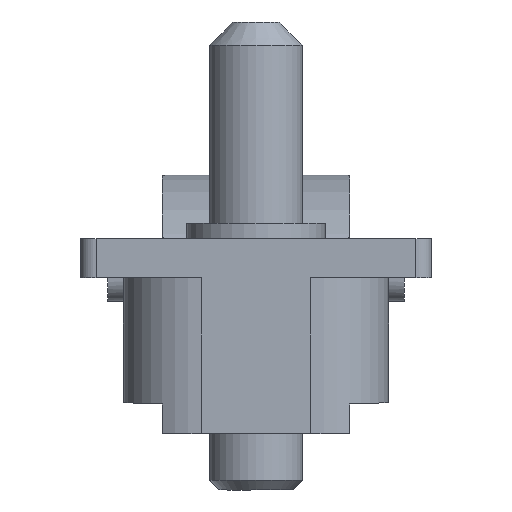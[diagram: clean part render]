
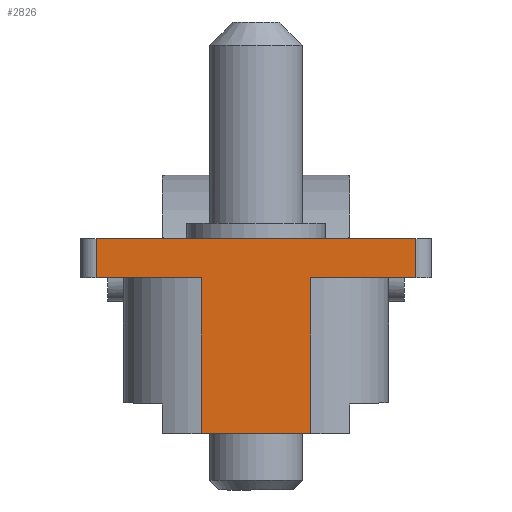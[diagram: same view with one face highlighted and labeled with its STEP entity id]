
A CAD part, front view. The second image highlights one B-rep face of the part: STEP entity #2826.
In plain terms, the highlighted planar face has unit normal (0, -1, 0).
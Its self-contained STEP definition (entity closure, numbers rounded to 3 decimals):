
#156=PLANE('',#3164);
#287=FACE_OUTER_BOUND('',#441,.T.);
#441=EDGE_LOOP('',(#2399,#2400,#2401,#2402,#2403,#2404,#2405,#2406));
#579=LINE('',#4311,#860);
#592=LINE('',#4534,#873);
#601=LINE('',#4550,#882);
#624=LINE('',#4605,#905);
#658=LINE('',#4711,#939);
#678=LINE('',#4760,#959);
#687=LINE('',#4960,#968);
#698=LINE('',#4987,#979);
#860=VECTOR('',#3465,10.);
#873=VECTOR('',#3510,10.);
#882=VECTOR('',#3529,10.);
#905=VECTOR('',#3578,10.);
#939=VECTOR('',#3666,10.);
#959=VECTOR('',#3718,10.);
#968=VECTOR('',#3753,10.);
#979=VECTOR('',#3794,10.);
#1243=VERTEX_POINT('',#4307);
#1245=VERTEX_POINT('',#4310);
#1262=VERTEX_POINT('',#4529);
#1263=VERTEX_POINT('',#4532);
#1284=VERTEX_POINT('',#4604);
#1319=VERTEX_POINT('',#4710);
#1332=VERTEX_POINT('',#4758);
#1344=VERTEX_POINT('',#4959);
#1541=EDGE_CURVE('',#1245,#1243,#579,.T.);
#1568=EDGE_CURVE('',#1262,#1263,#592,.T.);
#1577=EDGE_CURVE('',#1263,#1245,#601,.T.);
#1604=EDGE_CURVE('',#1284,#1243,#624,.T.);
#1654=EDGE_CURVE('',#1262,#1319,#658,.T.);
#1680=EDGE_CURVE('',#1332,#1284,#678,.T.);
#1699=EDGE_CURVE('',#1319,#1344,#687,.T.);
#1712=EDGE_CURVE('',#1344,#1332,#698,.T.);
#2399=ORIENTED_EDGE('',*,*,#1680,.F.);
#2400=ORIENTED_EDGE('',*,*,#1712,.F.);
#2401=ORIENTED_EDGE('',*,*,#1699,.F.);
#2402=ORIENTED_EDGE('',*,*,#1654,.F.);
#2403=ORIENTED_EDGE('',*,*,#1568,.T.);
#2404=ORIENTED_EDGE('',*,*,#1577,.T.);
#2405=ORIENTED_EDGE('',*,*,#1541,.T.);
#2406=ORIENTED_EDGE('',*,*,#1604,.F.);
#2826=ADVANCED_FACE('',(#287),#156,.F.);
#3164=AXIS2_PLACEMENT_3D('',#4988,#3795,#3796);
#3465=DIRECTION('',(0.,0.,1.));
#3510=DIRECTION('',(0.,0.,1.));
#3529=DIRECTION('',(1.,0.,0.));
#3578=DIRECTION('',(1.,0.,0.));
#3666=DIRECTION('',(-1.,0.,0.));
#3718=DIRECTION('',(0.,0.,1.));
#3753=DIRECTION('',(0.,0.,1.));
#3794=DIRECTION('',(-1.,0.,0.));
#3795=DIRECTION('center_axis',(0.,1.,0.));
#3796=DIRECTION('ref_axis',(0.,0.,1.));
#4307=CARTESIAN_POINT('',(10.25,0.,12.5));
#4310=CARTESIAN_POINT('',(10.25,0.,10.));
#4311=CARTESIAN_POINT('',(10.25,0.,9.72));
#4529=CARTESIAN_POINT('',(3.5,0.,0.));
#4532=CARTESIAN_POINT('',(3.5,0.,10.));
#4534=CARTESIAN_POINT('',(3.5,0.,8.47));
#4550=CARTESIAN_POINT('',(8.095,0.,10.));
#4604=CARTESIAN_POINT('',(-10.25,0.,12.5));
#4605=CARTESIAN_POINT('',(-11.25,0.,12.5));
#4710=CARTESIAN_POINT('',(-3.5,0.,0.));
#4711=CARTESIAN_POINT('',(0.,0.,0.));
#4758=CARTESIAN_POINT('',(-10.25,0.,10.));
#4760=CARTESIAN_POINT('',(-10.25,0.,9.72));
#4959=CARTESIAN_POINT('',(-3.5,0.,10.));
#4960=CARTESIAN_POINT('',(-3.5,0.,8.47));
#4987=CARTESIAN_POINT('',(-8.095,0.,10.));
#4988=CARTESIAN_POINT('Origin',(-4.94,0.,6.94));
